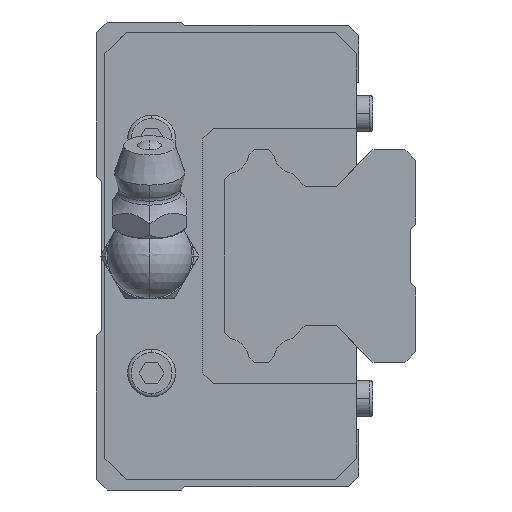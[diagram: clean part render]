
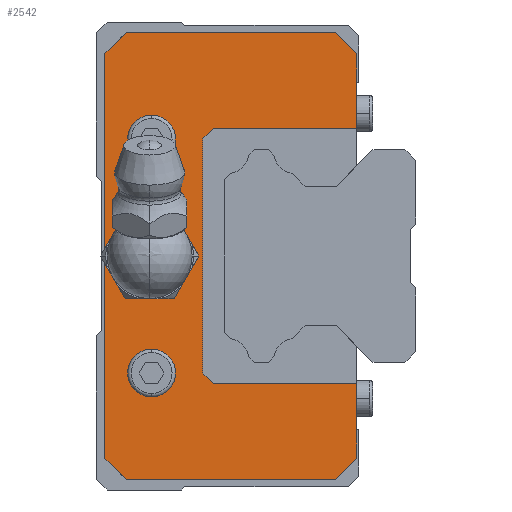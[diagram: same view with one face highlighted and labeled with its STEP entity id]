
A CAD part, left-side view. The second image highlights one B-rep face of the part: STEP entity #2542.
In plain terms, the highlighted planar face has unit normal (-1, 0, 0).
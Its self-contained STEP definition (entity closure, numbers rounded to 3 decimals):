
#1686 = VERTEX_POINT( '', #4980 );
#1734 = EDGE_CURVE( '', #2160, #2392, #5036, .T. );
#1806 = VERTEX_POINT( '', #5114 );
#1842 = EDGE_CURVE( '', #2500, #1806, #5152, .T. );
#1886 = VERTEX_POINT( '', #5200 );
#1954 = EDGE_CURVE( '', #3156, #2624, #5272, .T. );
#2160 = VERTEX_POINT( '', #5504 );
#2174 = VERTEX_POINT( '', #5520 );
#2330 = EDGE_CURVE( '', #1886, #2174, #5689, .T. );
#2386 = VERTEX_POINT( '', #5750 );
#2392 = VERTEX_POINT( '', #5757 );
#2476 = EDGE_CURVE( '', #4746, #4330, #5850, .T. );
#2500 = VERTEX_POINT( '', #5877 );
#2542 = ADVANCED_FACE( '', ( #5922, #5923, #5924, #5925 ), #5926, .F. );
#2624 = VERTEX_POINT( '', #6015 );
#2726 = VERTEX_POINT( '', #6127 );
#2778 = EDGE_CURVE( '', #4330, #4948, #6183, .T. );
#2944 = EDGE_CURVE( '', #4342, #1686, #6361, .T. );
#2954 = EDGE_CURVE( '', #2392, #2160, #6373, .T. );
#3156 = VERTEX_POINT( '', #6599 );
#3260 = VERTEX_POINT( '', #6711 );
#3354 = EDGE_CURVE( '', #3260, #4432, #6818, .T. );
#3532 = VERTEX_POINT( '', #7018 );
#3548 = VERTEX_POINT( '', #7036 );
#3806 = EDGE_CURVE( '', #2624, #3260, #7322, .T. );
#3864 = EDGE_CURVE( '', #4948, #3548, #7383, .T. );
#3884 = EDGE_CURVE( '', #2726, #1886, #7404, .T. );
#3908 = EDGE_CURVE( '', #3548, #1686, #7431, .T. );
#3958 = VERTEX_POINT( '', #7486 );
#4012 = EDGE_CURVE( '', #2386, #3958, #7549, .T. );
#4172 = EDGE_CURVE( '', #1806, #2500, #7722, .T. );
#4330 = VERTEX_POINT( '', #7895 );
#4342 = VERTEX_POINT( '', #7907 );
#4384 = EDGE_CURVE( '', #3958, #2386, #7950, .T. );
#4432 = VERTEX_POINT( '', #8002 );
#4656 = EDGE_CURVE( '', #4432, #4342, #8252, .T. );
#4746 = VERTEX_POINT( '', #8355 );
#4822 = EDGE_CURVE( '', #3532, #2726, #8438, .T. );
#4902 = EDGE_CURVE( '', #3532, #4746, #8523, .T. );
#4912 = EDGE_CURVE( '', #2174, #3156, #8535, .T. );
#4948 = VERTEX_POINT( '', #8575 );
#4980 = CARTESIAN_POINT( '', ( 25., 5.517, 12. ) );
#5036 = CIRCLE( '', #8688, 2.25 );
#5114 = CARTESIAN_POINT( '', ( 25., 22.567, -11. ) );
#5152 = CIRCLE( '', #8853, 2.25 );
#5200 = CARTESIAN_POINT( '', ( 25., 7.517, -21. ) );
#5272 = LINE( '', #9032, #9033 );
#5504 = CARTESIAN_POINT( '', ( 25., 22.567, 11. ) );
#5520 = CARTESIAN_POINT( '', ( 25., 27.2, -21. ) );
#5689 = LINE( '', #9622, #9623 );
#5750 = CARTESIAN_POINT( '', ( 25., 28., 0. ) );
#5757 = CARTESIAN_POINT( '', ( 25., 27.067, 11. ) );
#5850 = LINE( '', #9844, #9845 );
#5877 = CARTESIAN_POINT( '', ( 25., 27.067, -11. ) );
#5922 = FACE_BOUND( '', #9940, .T. );
#5923 = FACE_BOUND( '', #9941, .T. );
#5924 = FACE_BOUND( '', #9942, .T. );
#5925 = FACE_OUTER_BOUND( '', #9943, .T. );
#5926 = PLANE( '', #9944 );
#6015 = CARTESIAN_POINT( '', ( 25., 29.2, 19. ) );
#6127 = CARTESIAN_POINT( '', ( 25., 5.517, -19. ) );
#6183 = LINE( '', #10328, #10329 );
#6361 = LINE( '', #10578, #10579 );
#6373 = CIRCLE( '', #10592, 2.25 );
#6599 = CARTESIAN_POINT( '', ( 25., 29.2, -19. ) );
#6711 = CARTESIAN_POINT( '', ( 25., 27.2, 21. ) );
#6818 = LINE( '', #11254, #11255 );
#7018 = CARTESIAN_POINT( '', ( 25., 5.517, -12. ) );
#7036 = CARTESIAN_POINT( '', ( 25., 19., 12. ) );
#7322 = LINE( '', #11969, #11970 );
#7383 = LINE( '', #12067, #12068 );
#7404 = LINE( '', #12101, #12102 );
#7431 = LINE( '', #12136, #12137 );
#7486 = CARTESIAN_POINT( '', ( 25., 22., 0. ) );
#7549 = CIRCLE( '', #12325, 3. );
#7722 = CIRCLE( '', #12587, 2.25 );
#7895 = CARTESIAN_POINT( '', ( 25., 20., -11. ) );
#7907 = CARTESIAN_POINT( '', ( 25., 5.517, 19. ) );
#7950 = CIRCLE( '', #12909, 3. );
#8002 = CARTESIAN_POINT( '', ( 25., 7.517, 21. ) );
#8252 = LINE( '', #13351, #13352 );
#8355 = CARTESIAN_POINT( '', ( 25., 19., -12. ) );
#8438 = LINE( '', #13605, #13606 );
#8523 = LINE( '', #13717, #13718 );
#8535 = LINE( '', #13733, #13734 );
#8575 = CARTESIAN_POINT( '', ( 25., 20., 11. ) );
#8688 = AXIS2_PLACEMENT_3D( '', #13865, #13866, #13867 );
#8853 = AXIS2_PLACEMENT_3D( '', #13968, #13969, #13970 );
#9032 = CARTESIAN_POINT( '', ( 25., 29.2, 9.5 ) );
#9033 = VECTOR( '', #14086, 1. );
#9622 = CARTESIAN_POINT( '', ( 25., 15.6, -21. ) );
#9623 = VECTOR( '', #14598, 1. );
#9844 = CARTESIAN_POINT( '', ( 25., 18.25, -12.75 ) );
#9845 = VECTOR( '', #14807, 1. );
#9940 = EDGE_LOOP( '', ( #14908, #14909 ) );
#9941 = EDGE_LOOP( '', ( #14910, #14911 ) );
#9942 = EDGE_LOOP( '', ( #14912, #14913 ) );
#9943 = EDGE_LOOP( '', ( #14914, #14915, #14916, #14917, #14918, #14919, #14920, #14921, #14922, #14923, #14924, #14925, #14926, #14927 ) );
#9944 = AXIS2_PLACEMENT_3D( '', #14928, #14929, #14930 );
#10328 = CARTESIAN_POINT( '', ( 25., 20., -5.5 ) );
#10329 = VECTOR( '', #15250, 1. );
#10578 = CARTESIAN_POINT( '', ( 25., 5.517, -9.5 ) );
#10579 = VECTOR( '', #15406, 1. );
#10592 = AXIS2_PLACEMENT_3D( '', #15423, #15424, #15425 );
#11254 = CARTESIAN_POINT( '', ( 25., 5.759, 21. ) );
#11255 = VECTOR( '', #15911, 1. );
#11969 = CARTESIAN_POINT( '', ( 25., 26.65, 21.55 ) );
#11970 = VECTOR( '', #16532, 1. );
#12067 = CARTESIAN_POINT( '', ( 25., 18.75, 12.25 ) );
#12068 = VECTOR( '', #16578, 1. );
#12101 = CARTESIAN_POINT( '', ( 25., 1.388, -14.871 ) );
#12102 = VECTOR( '', #16597, 1. );
#12136 = CARTESIAN_POINT( '', ( 25., 11.5, 12. ) );
#12137 = VECTOR( '', #16628, 1. );
#12325 = AXIS2_PLACEMENT_3D( '', #16772, #16773, #16774 );
#12587 = AXIS2_PLACEMENT_3D( '', #16942, #16943, #16944 );
#12909 = AXIS2_PLACEMENT_3D( '', #17193, #17194, #17195 );
#13351 = CARTESIAN_POINT( '', ( 25., 0.388, 13.871 ) );
#13352 = VECTOR( '', #17534, 1. );
#13605 = CARTESIAN_POINT( '', ( 25., 5.517, -9.5 ) );
#13606 = VECTOR( '', #17754, 1. );
#13717 = CARTESIAN_POINT( '', ( 25., 4.759, -12. ) );
#13718 = VECTOR( '', #17819, 1. );
#13733 = CARTESIAN_POINT( '', ( 25., 27.65, -20.55 ) );
#13734 = VECTOR( '', #17839, 1. );
#13865 = CARTESIAN_POINT( '', ( 25., 24.817, 11. ) );
#13866 = DIRECTION( '', ( 1., 0., 0. ) );
#13867 = DIRECTION( '', ( 0., 1., 0. ) );
#13968 = CARTESIAN_POINT( '', ( 25., 24.817, -11. ) );
#13969 = DIRECTION( '', ( 1., 0., 0. ) );
#13970 = DIRECTION( '', ( 0., 1., 0. ) );
#14086 = DIRECTION( '', ( 0., 0., 1. ) );
#14598 = DIRECTION( '', ( 0., 1., 0. ) );
#14807 = DIRECTION( '', ( 0., 0.707, 0.707 ) );
#14908 = ORIENTED_EDGE( '', *, *, #4012, .T. );
#14909 = ORIENTED_EDGE( '', *, *, #4384, .T. );
#14910 = ORIENTED_EDGE( '', *, *, #2954, .T. );
#14911 = ORIENTED_EDGE( '', *, *, #1734, .T. );
#14912 = ORIENTED_EDGE( '', *, *, #1842, .T. );
#14913 = ORIENTED_EDGE( '', *, *, #4172, .T. );
#14914 = ORIENTED_EDGE( '', *, *, #4902, .T. );
#14915 = ORIENTED_EDGE( '', *, *, #2476, .T. );
#14916 = ORIENTED_EDGE( '', *, *, #2778, .T. );
#14917 = ORIENTED_EDGE( '', *, *, #3864, .T. );
#14918 = ORIENTED_EDGE( '', *, *, #3908, .T. );
#14919 = ORIENTED_EDGE( '', *, *, #2944, .F. );
#14920 = ORIENTED_EDGE( '', *, *, #4656, .F. );
#14921 = ORIENTED_EDGE( '', *, *, #3354, .F. );
#14922 = ORIENTED_EDGE( '', *, *, #3806, .F. );
#14923 = ORIENTED_EDGE( '', *, *, #1954, .F. );
#14924 = ORIENTED_EDGE( '', *, *, #4912, .F. );
#14925 = ORIENTED_EDGE( '', *, *, #2330, .F. );
#14926 = ORIENTED_EDGE( '', *, *, #3884, .F. );
#14927 = ORIENTED_EDGE( '', *, *, #4822, .F. );
#14928 = CARTESIAN_POINT( '', ( 25., 4., 0. ) );
#14929 = DIRECTION( '', ( 1., 0., 0. ) );
#14930 = DIRECTION( '', ( 0., 0., -1. ) );
#15250 = DIRECTION( '', ( 0., 0., 1. ) );
#15406 = DIRECTION( '', ( 0., 0., -1. ) );
#15423 = CARTESIAN_POINT( '', ( 25., 24.817, 11. ) );
#15424 = DIRECTION( '', ( 1., 0., 0. ) );
#15425 = DIRECTION( '', ( 0., 1., 0. ) );
#15911 = DIRECTION( '', ( 0., -1., 0. ) );
#16532 = DIRECTION( '', ( 0., -0.707, 0.707 ) );
#16578 = DIRECTION( '', ( 0., -0.707, 0.707 ) );
#16597 = DIRECTION( '', ( 0., 0.707, -0.707 ) );
#16628 = DIRECTION( '', ( 0., -1., 0. ) );
#16772 = CARTESIAN_POINT( '', ( 25., 25., 0. ) );
#16773 = DIRECTION( '', ( 1., 0., 0. ) );
#16774 = DIRECTION( '', ( 0., 1., 0. ) );
#16942 = CARTESIAN_POINT( '', ( 25., 24.817, -11. ) );
#16943 = DIRECTION( '', ( 1., 0., 0. ) );
#16944 = DIRECTION( '', ( 0., 1., 0. ) );
#17193 = CARTESIAN_POINT( '', ( 25., 25., 0. ) );
#17194 = DIRECTION( '', ( 1., 0., 0. ) );
#17195 = DIRECTION( '', ( 0., 1., 0. ) );
#17534 = DIRECTION( '', ( 0., -0.707, -0.707 ) );
#17754 = DIRECTION( '', ( 0., 0., -1. ) );
#17819 = DIRECTION( '', ( 0., 1., 0. ) );
#17839 = DIRECTION( '', ( 0., 0.707, 0.707 ) );
